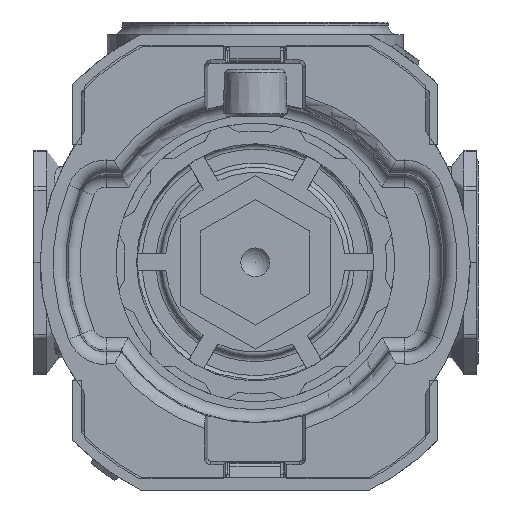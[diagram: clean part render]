
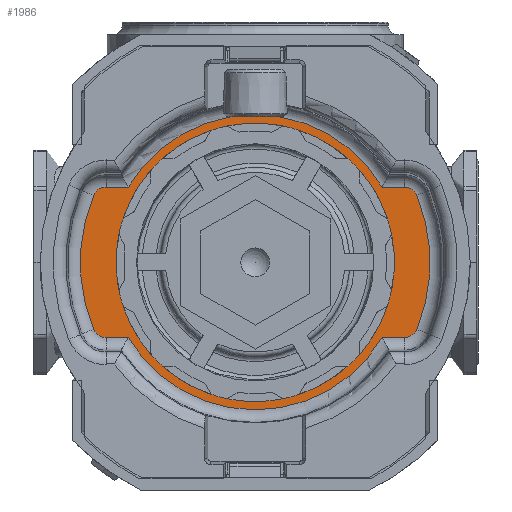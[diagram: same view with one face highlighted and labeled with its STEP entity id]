
A CAD part, front view. The second image highlights one B-rep face of the part: STEP entity #1986.
In plain terms, the highlighted planar face has unit normal (0, -1, 0).
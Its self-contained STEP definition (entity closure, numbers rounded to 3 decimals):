
#1986 = ADVANCED_FACE( '', ( #4964 ), #4965, .T. );
#4964 = FACE_OUTER_BOUND( '', #9192, .T. );
#4965 = PLANE( '', #9193 );
#9192 = EDGE_LOOP( '', ( #14941, #14942, #14943, #14944, #14945, #14946, #14947, #14948, #14949, #14950, #14951, #14952, #14953, #14954, #14955, #14956 ) );
#9193 = AXIS2_PLACEMENT_3D( '', #14957, #14958, #14959 );
#14941 = ORIENTED_EDGE( '', *, *, #25677, .F. );
#14942 = ORIENTED_EDGE( '', *, *, #25678, .T. );
#14943 = ORIENTED_EDGE( '', *, *, #25679, .F. );
#14944 = ORIENTED_EDGE( '', *, *, #24457, .T. );
#14945 = ORIENTED_EDGE( '', *, *, #25680, .T. );
#14946 = ORIENTED_EDGE( '', *, *, #25681, .T. );
#14947 = ORIENTED_EDGE( '', *, *, #25682, .T. );
#14948 = ORIENTED_EDGE( '', *, *, #25683, .F. );
#14949 = ORIENTED_EDGE( '', *, *, #25684, .T. );
#14950 = ORIENTED_EDGE( '', *, *, #25685, .T. );
#14951 = ORIENTED_EDGE( '', *, *, #25686, .T. );
#14952 = ORIENTED_EDGE( '', *, *, #25687, .F. );
#14953 = ORIENTED_EDGE( '', *, *, #25688, .F. );
#14954 = ORIENTED_EDGE( '', *, *, #25689, .F. );
#14955 = ORIENTED_EDGE( '', *, *, #25690, .F. );
#14956 = ORIENTED_EDGE( '', *, *, #25565, .T. );
#14957 = CARTESIAN_POINT( '', ( 0., 12., 0. ) );
#14958 = DIRECTION( '', ( 0., -1., 0. ) );
#14959 = DIRECTION( '', ( 0., 0., -1. ) );
#24457 = EDGE_CURVE( '', #29216, #29217, #29218, .T. );
#25565 = EDGE_CURVE( '', #31137, #31135, #31138, .T. );
#25677 = EDGE_CURVE( '', #31319, #31135, #31320, .T. );
#25678 = EDGE_CURVE( '', #31319, #31321, #31322, .T. );
#25679 = EDGE_CURVE( '', #29216, #31321, #31323, .T. );
#25680 = EDGE_CURVE( '', #29217, #31324, #31325, .T. );
#25681 = EDGE_CURVE( '', #31324, #31326, #31327, .T. );
#25682 = EDGE_CURVE( '', #31326, #31328, #31329, .T. );
#25683 = EDGE_CURVE( '', #31330, #31328, #31331, .T. );
#25684 = EDGE_CURVE( '', #31330, #31332, #31333, .T. );
#25685 = EDGE_CURVE( '', #31332, #31334, #31335, .T. );
#25686 = EDGE_CURVE( '', #31334, #31336, #31337, .T. );
#25687 = EDGE_CURVE( '', #31338, #31336, #31339, .T. );
#25688 = EDGE_CURVE( '', #31340, #31338, #31341, .T. );
#25689 = EDGE_CURVE( '', #31342, #31340, #31343, .T. );
#25690 = EDGE_CURVE( '', #31137, #31342, #31344, .T. );
#29216 = VERTEX_POINT( '', #36495 );
#29217 = VERTEX_POINT( '', #36496 );
#29218 = LINE( '', #36497, #36498 );
#31135 = VERTEX_POINT( '', #39682 );
#31137 = VERTEX_POINT( '', #39684 );
#31138 = LINE( '', #39685, #39686 );
#31319 = VERTEX_POINT( '', #40056 );
#31320 = LINE( '', #40057, #40058 );
#31321 = VERTEX_POINT( '', #40059 );
#31322 = CIRCLE( '', #40060, 23.325 );
#31323 = LINE( '', #40061, #40062 );
#31324 = VERTEX_POINT( '', #40063 );
#31325 = CIRCLE( '', #40064, 2.15 );
#31326 = VERTEX_POINT( '', #40065 );
#31327 = CIRCLE( '', #40066, 27.65 );
#31328 = VERTEX_POINT( '', #40067 );
#31329 = CIRCLE( '', #40068, 2.15 );
#31330 = VERTEX_POINT( '', #40069 );
#31331 = LINE( '', #40070, #40071 );
#31332 = VERTEX_POINT( '', #40072 );
#31333 = LINE( '', #40073, #40074 );
#31334 = VERTEX_POINT( '', #40075 );
#31335 = CIRCLE( '', #40076, 23.325 );
#31336 = VERTEX_POINT( '', #40077 );
#31337 = LINE( '', #40078, #40079 );
#31338 = VERTEX_POINT( '', #40080 );
#31339 = LINE( '', #40081, #40082 );
#31340 = VERTEX_POINT( '', #40083 );
#31341 = CIRCLE( '', #40084, 2.15 );
#31342 = VERTEX_POINT( '', #40085 );
#31343 = CIRCLE( '', #40086, 27.65 );
#31344 = CIRCLE( '', #40087, 2.15 );
#36495 = CARTESIAN_POINT( '', ( 23.559, 12., -11.89 ) );
#36496 = CARTESIAN_POINT( '', ( 23.559, 12., -11.908 ) );
#36497 = CARTESIAN_POINT( '', ( 23.559, 12., -9.758 ) );
#36498 = VECTOR( '', #47431, 1000. );
#39682 = CARTESIAN_POINT( '', ( -23.559, 12., -11.89 ) );
#39684 = CARTESIAN_POINT( '', ( -23.559, 12., -11.908 ) );
#39685 = CARTESIAN_POINT( '', ( -23.559, 12., -11.908 ) );
#39686 = VECTOR( '', #48911, 1000. );
#40056 = CARTESIAN_POINT( '', ( -20.067, 12., -11.89 ) );
#40057 = CARTESIAN_POINT( '', ( 23.559, 12., -11.89 ) );
#40058 = VECTOR( '', #49070, 1000. );
#40059 = CARTESIAN_POINT( '', ( 20.067, 12., -11.89 ) );
#40060 = AXIS2_PLACEMENT_3D( '', #49071, #49072, #49073 );
#40061 = CARTESIAN_POINT( '', ( 23.559, 12., -11.89 ) );
#40062 = VECTOR( '', #49074, 1000. );
#40063 = CARTESIAN_POINT( '', ( 25.545, 12., -10.581 ) );
#40064 = AXIS2_PLACEMENT_3D( '', #49075, #49076, #49077 );
#40065 = CARTESIAN_POINT( '', ( 25.545, 12., 10.581 ) );
#40066 = AXIS2_PLACEMENT_3D( '', #49078, #49079, #49080 );
#40067 = CARTESIAN_POINT( '', ( 23.559, 12., 11.908 ) );
#40068 = AXIS2_PLACEMENT_3D( '', #49081, #49082, #49083 );
#40069 = CARTESIAN_POINT( '', ( 23.559, 12., 11.89 ) );
#40070 = CARTESIAN_POINT( '', ( 23.559, 12., 9.758 ) );
#40071 = VECTOR( '', #49084, 1000. );
#40072 = CARTESIAN_POINT( '', ( 20.067, 12., 11.89 ) );
#40073 = CARTESIAN_POINT( '', ( 23.559, 12., 11.89 ) );
#40074 = VECTOR( '', #49085, 1000. );
#40075 = CARTESIAN_POINT( '', ( -20.067, 12., 11.89 ) );
#40076 = AXIS2_PLACEMENT_3D( '', #49086, #49087, #49088 );
#40077 = CARTESIAN_POINT( '', ( -23.559, 12., 11.89 ) );
#40078 = CARTESIAN_POINT( '', ( 23.559, 12., 11.89 ) );
#40079 = VECTOR( '', #49089, 1000. );
#40080 = CARTESIAN_POINT( '', ( -23.559, 12., 11.908 ) );
#40081 = CARTESIAN_POINT( '', ( -23.559, 12., 11.908 ) );
#40082 = VECTOR( '', #49090, 1000. );
#40083 = CARTESIAN_POINT( '', ( -25.545, 12., 10.581 ) );
#40084 = AXIS2_PLACEMENT_3D( '', #49091, #49092, #49093 );
#40085 = CARTESIAN_POINT( '', ( -25.545, 12., -10.581 ) );
#40086 = AXIS2_PLACEMENT_3D( '', #49094, #49095, #49096 );
#40087 = AXIS2_PLACEMENT_3D( '', #49097, #49098, #49099 );
#47431 = DIRECTION( '', ( 0., 0., -1. ) );
#48911 = DIRECTION( '', ( 0., 0., 1. ) );
#49070 = DIRECTION( '', ( -1., 0., 0. ) );
#49071 = CARTESIAN_POINT( '', ( 0., 12., 0. ) );
#49072 = DIRECTION( '', ( 0., -1., 0. ) );
#49073 = DIRECTION( '', ( 0., 0., -1. ) );
#49074 = DIRECTION( '', ( -1., 0., 0. ) );
#49075 = CARTESIAN_POINT( '', ( 23.559, 12., -9.758 ) );
#49076 = DIRECTION( '', ( 0., -1., 0. ) );
#49077 = DIRECTION( '', ( 0., 0., -1. ) );
#49078 = CARTESIAN_POINT( '', ( 0., 12., 0. ) );
#49079 = DIRECTION( '', ( 0., -1., 0. ) );
#49080 = DIRECTION( '', ( 0., 0., -1. ) );
#49081 = CARTESIAN_POINT( '', ( 23.559, 12., 9.758 ) );
#49082 = DIRECTION( '', ( 0., -1., 0. ) );
#49083 = DIRECTION( '', ( 0., 0., -1. ) );
#49084 = DIRECTION( '', ( 0., 0., 1. ) );
#49085 = DIRECTION( '', ( -1., 0., 0. ) );
#49086 = CARTESIAN_POINT( '', ( 0., 12., 0. ) );
#49087 = DIRECTION( '', ( 0., -1., 0. ) );
#49088 = DIRECTION( '', ( 0., 0., -1. ) );
#49089 = DIRECTION( '', ( -1., 0., 0. ) );
#49090 = DIRECTION( '', ( 0., 0., -1. ) );
#49091 = CARTESIAN_POINT( '', ( -23.559, 12., 9.758 ) );
#49092 = DIRECTION( '', ( 0., 1., 0. ) );
#49093 = DIRECTION( '', ( 0., 0., 1. ) );
#49094 = CARTESIAN_POINT( '', ( 0., 12., 0. ) );
#49095 = DIRECTION( '', ( 0., 1., 0. ) );
#49096 = DIRECTION( '', ( 0., 0., 1. ) );
#49097 = CARTESIAN_POINT( '', ( -23.559, 12., -9.758 ) );
#49098 = DIRECTION( '', ( 0., 1., 0. ) );
#49099 = DIRECTION( '', ( 0., 0., 1. ) );
